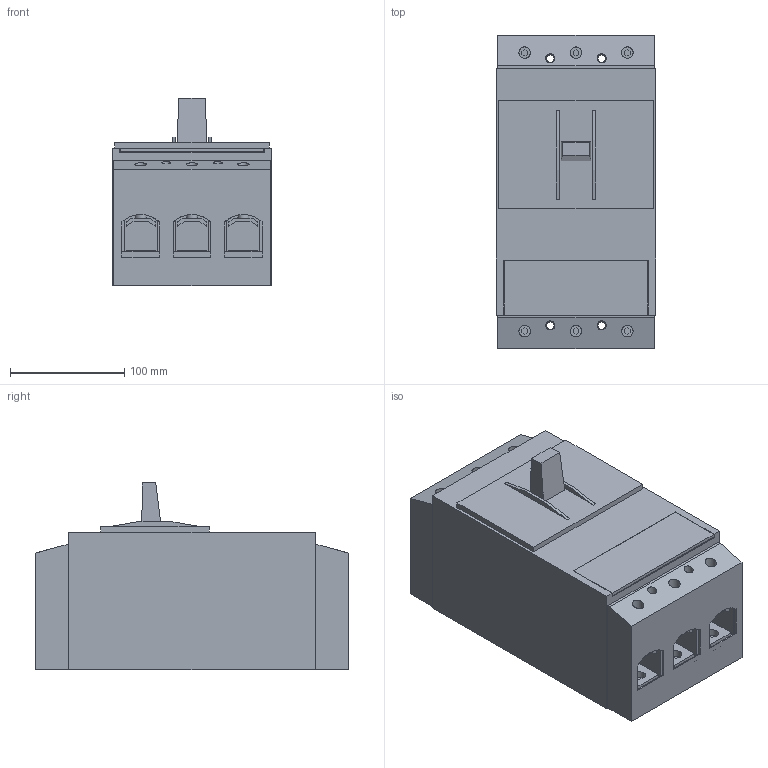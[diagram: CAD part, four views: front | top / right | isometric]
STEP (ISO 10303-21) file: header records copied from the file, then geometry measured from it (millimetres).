
FILE_DESCRIPTION(/* description */ ('STEP AP214'),/* implementation_level */ '2;1');
FILE_NAME(/* name */ 'eaton-molded-case-switches-mcad-3d-models-nzm3-3p-bt',/* time_stamp */ '2025-07-08T11:17:52+02:00',/* author */ ('License CC BY-ND 4.0'),/* organization */ ('CADENAS'),/* preprocessor_version */ 'ST-DEVELOPER v19.3',/* originating_system */ 'PARTsolutions',/* authorisation */ ' ');
FILE_SCHEMA (('AUTOMOTIVE_DESIGN {1 0 10303 214 3 1 1}'));
Length unit declared in the file: millimetre
Products named in the file (4): 191587_(index); nzm3_3p_p1; nzm3_3p_bt_p2; nzm3_3p_p3
Assembly tree (4 placements, depth 2):
  191587_(index)
    nzm3_3p_p1
    nzm3_3p_bt_p2  x2
    nzm3_3p_p3
Bounding box: 140 x 274.4 x 164.24 mm (x, y, z)
Volume: 4376854.2 mm3; surface area: 288348.2 mm2
Topology: 4 solids, 4 shells, 336 faces, 839 edges, 566 vertices
Faces by surface type: plane 284, cylinder 46, cone 6
Full cylindrical faces by diameter (mm): 4.8 x6, 6.5 x4, 8 x4, 9.7 x6, 10 x12, 11 x6
Entity records: 5905 total; most frequent: CARTESIAN_POINT 1004, DIRECTION 950, ORIENTED_EDGE 936, EDGE_CURVE 468, LINE 402, VECTOR 402, VERTEX_POINT 328, EDGE_LOOP 282
